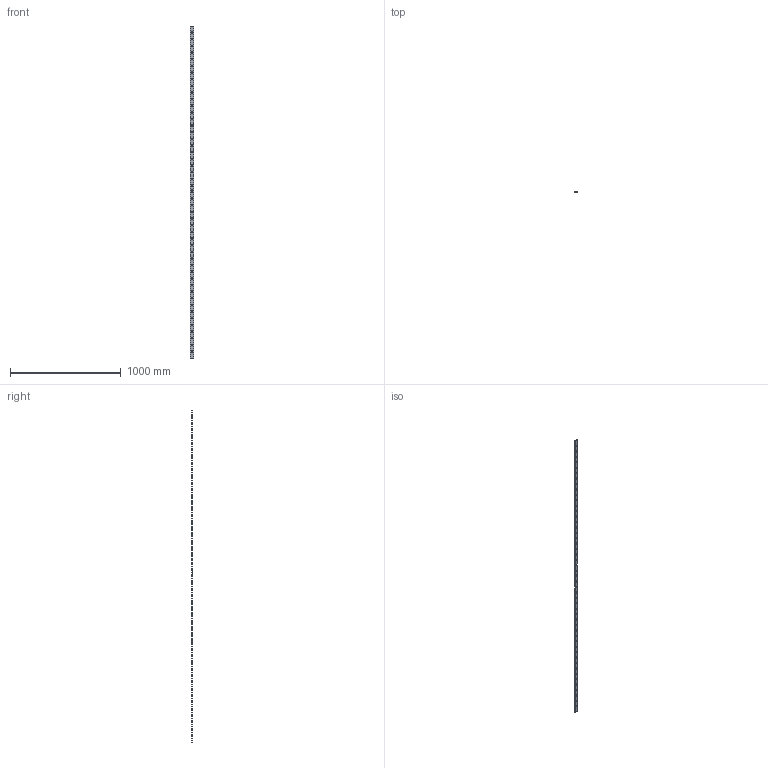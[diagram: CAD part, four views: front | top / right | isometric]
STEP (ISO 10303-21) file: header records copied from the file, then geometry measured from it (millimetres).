
FILE_DESCRIPTION (( 'STEP AP203' ), '1' );
FILE_NAME ('1458-83M.step', '2022-07-04T07:47:34', ( '' ), ( '' ), 'SwSTEP 2.0', 'SolidWorks 2018', '' );
FILE_SCHEMA (( 'CONFIG_CONTROL_DESIGN' ));
Length unit declared in the file: millimetre
Products named in the file (1): 1458-83M
Bounding box: 30 x 8 x 3000 mm (x, y, z)
Volume: 667968 mm3; surface area: 231493.9 mm2
Topology: 1 solids, 1 shells, 325 faces, 894 edges, 596 vertices
Faces by surface type: plane 152, bspline 124, cylinder 49
Full cylindrical faces by diameter (mm): 13 x49
Entity records: 15986 total; most frequent: CARTESIAN_POINT 8387, ORIENTED_EDGE 1690, DIRECTION 1099, EDGE_CURVE 845, VERTEX_POINT 596, VECTOR 499, LINE 499, EDGE_LOOP 497
